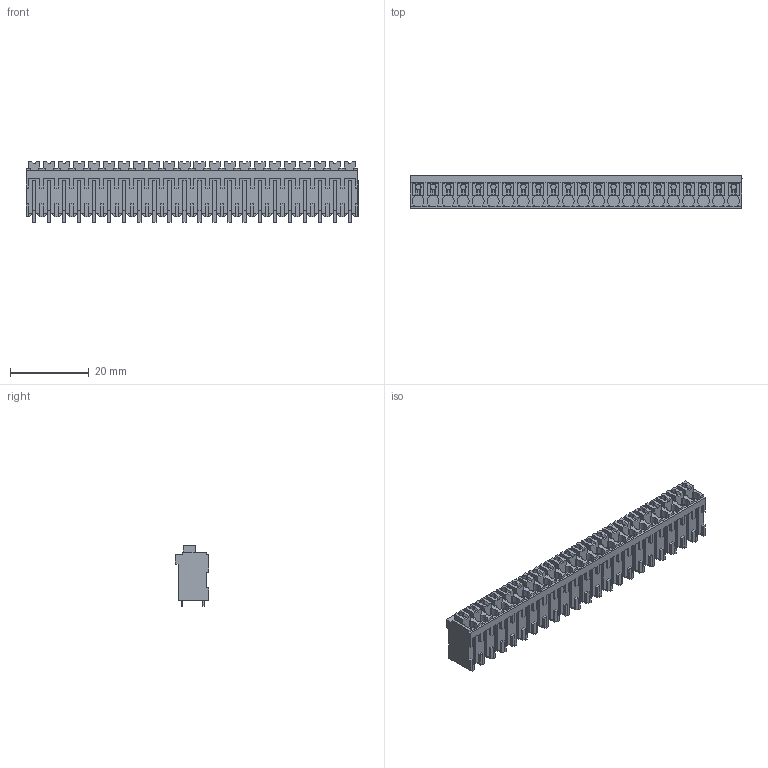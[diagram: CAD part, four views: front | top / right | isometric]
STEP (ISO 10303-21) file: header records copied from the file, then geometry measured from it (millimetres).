
FILE_DESCRIPTION(('CATIA V5 STEP Exchange','CAx-IF Rec.Pracs.--- Model Styling and Organization---1.2---2011-12-15'),'2;1');
FILE_NAME ('D1457865_0_1870110000_1870110000.stp','2018-03-20T06:40:30+00:00',('none'),('Weidmueller'),'CATIA Version 5-6 Release 2014','CATIA V5 STEP AP214','none');
FILE_SCHEMA(('AUTOMOTIVE_DESIGN { 1 0 10303 214 1 1 1 1 }'));
Length unit declared in the file: millimetre
Products named in the file (1): 1870110000
Bounding box: 84.21 x 8.5 x 15.45 mm (x, y, z)
Volume: 6772.1 mm3; surface area: 7088.9 mm2
Topology: 67 solids, 67 shells, 1622 faces, 4586 edges, 3098 vertices
Faces by surface type: plane 1534, cylinder 88
Entity records: 49966 total; most frequent: CARTESIAN_POINT 9501, ORIENTED_EDGE 9172, DIRECTION 6488, EDGE_CURVE 4586, VECTOR 4234, LINE 4234, VERTEX_POINT 3098, ADVANCED_FACE 1622
